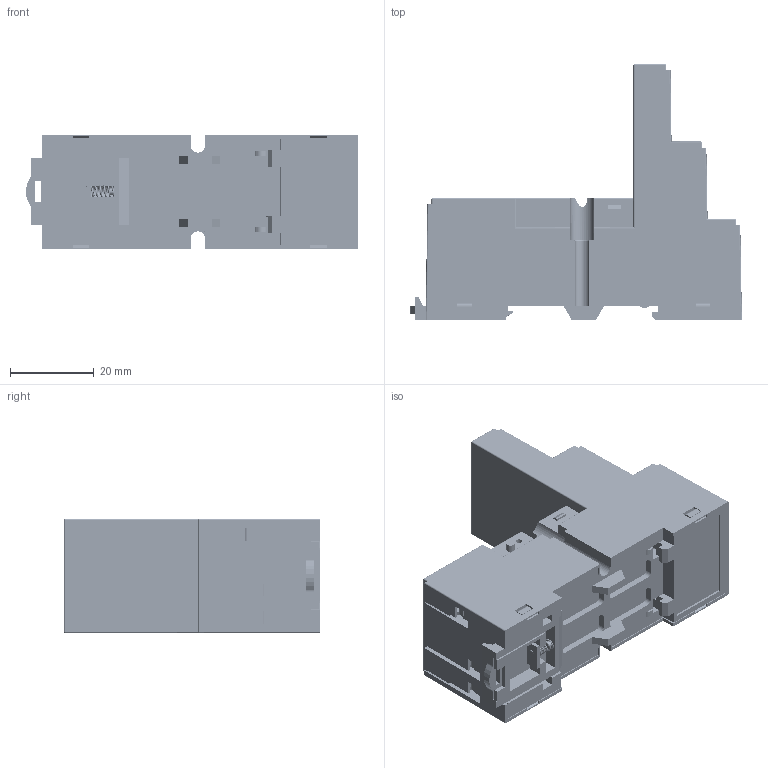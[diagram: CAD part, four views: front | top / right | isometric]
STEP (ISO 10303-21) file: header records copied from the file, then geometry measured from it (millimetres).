
FILE_DESCRIPTION(/* description */ (''),/* implementation_level */ '2;1');
FILE_NAME(/* name */ 'SRNE2_4-S.stp',/* time_stamp */ '2016-11-24T08:47:58+08:00',/* author */ ('IMO'),/* organization */ (''),/* preprocessor_version */ 'ST-DEVELOPER v11',/* originating_system */ 'SIEMENS UGS NX 6.0',/* authorisation */ '');
FILE_SCHEMA (('CONFIG_CONTROL_DESIGN'));
Products named in the file (23): hk-1; Relay Pin Clamp-11; Relay Pin Clamp-10; Relay Pin Clamp-7; Relay Pin Clamp-6; Relay Pin Clamp-3; Relay Pin Clamp-2; DIN Clip Spring; DIN Clip-1; Relay Pin Clamp-13; Relay Pin Clamp-13-1; Relay Pin Clamp-14; Relay Pin Clamp-12; Relay Pin Clamp-9; Relay Pin Clamp-8; Relay Pin Clamp-5; Relay Pin Clamp-4; Relay Pin Clamp-1; Terminal Clamp; Screw; SRNE2_4-S Base; SRNE2_4-S Cover; SRNE2_4-S Assembly
Assembly tree (50 placements, depth 2):
  SRNE2_4-S Assembly
    SRNE2_4-S Cover
    SRNE2_4-S Base
    Screw  x15
    Terminal Clamp  x15
    Relay Pin Clamp-1
    Relay Pin Clamp-4
    Relay Pin Clamp-5
    Relay Pin Clamp-8
    Relay Pin Clamp-9
    Relay Pin Clamp-12
    Relay Pin Clamp-14
    Relay Pin Clamp-13-1
    Relay Pin Clamp-13
    DIN Clip-1
    DIN Clip Spring
    Relay Pin Clamp-2
    Relay Pin Clamp-3
    Relay Pin Clamp-6
    Relay Pin Clamp-7
    Relay Pin Clamp-10
    Relay Pin Clamp-11
    hk-1
Bounding box: 79.23 x 61.1 x 27.2 mm (x, y, z)
Volume: 35498.7 mm3; surface area: 61753.7 mm2
Topology: 80 solids, 80 shells, 4027 faces, 10710 edges, 6909 vertices
Faces by surface type: plane 3131, cylinder 718, bspline 166, sphere 10, torus 2
Full cylindrical faces by diameter (mm): 1.5 x6, 2 x15, 2.1 x2, 2.5 x30, 2.51 x2, 3 x15, 3.02 x7, 3.9 x1, 4.5 x1, 5.5 x15
Entity records: 95435 total; most frequent: CARTESIAN_POINT 20565, ORIENTED_EDGE 15100, DIRECTION 14263, EDGE_CURVE 7550, LINE 6419, VECTOR 6419, VERTEX_POINT 4836, AXIS2_PLACEMENT_3D 3922
